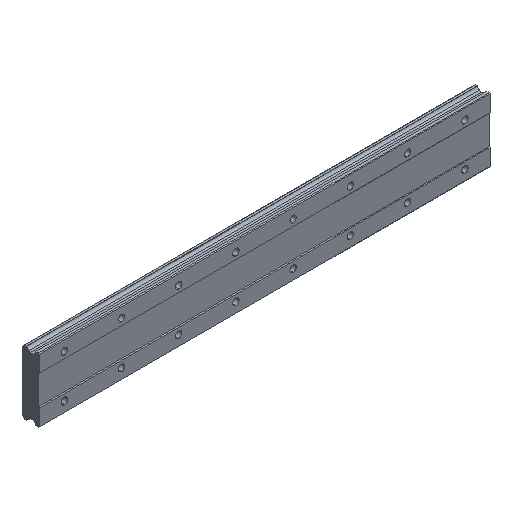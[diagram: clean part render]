
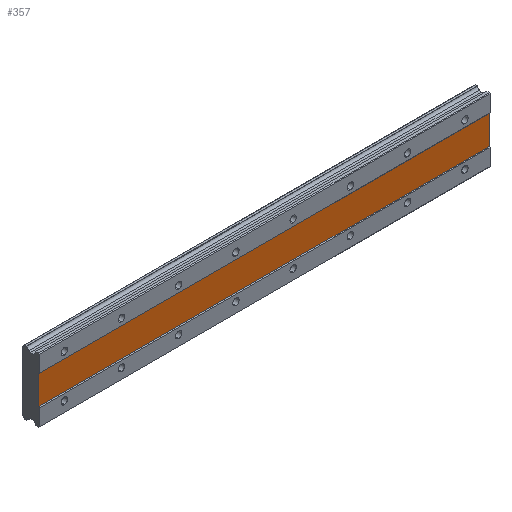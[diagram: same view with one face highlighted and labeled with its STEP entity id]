
A CAD part, isometric view. The second image highlights one B-rep face of the part: STEP entity #357.
In plain terms, the highlighted planar face has unit normal (0, -1, 0).
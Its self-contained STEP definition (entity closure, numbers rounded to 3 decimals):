
#160 = VERTEX_POINT ( 'NONE', #439 ) ;
#194 = VECTOR ( 'NONE', #1034, 1000. ) ;
#265 = DIRECTION ( 'NONE',  ( -1., 0., 0. ) ) ;
#341 = DIRECTION ( 'NONE',  ( 0., 1., 0. ) ) ;
#357 = ADVANCED_FACE ( 'NONE', ( #881 ), #3111, .F. ) ;
#367 = CARTESIAN_POINT ( 'NONE',  ( -35., 1., 20. ) ) ;
#439 = CARTESIAN_POINT ( 'NONE',  ( 595., 1., 20. ) ) ;
#495 = CARTESIAN_POINT ( 'NONE',  ( 595., 1., 20. ) ) ;
#729 = LINE ( 'NONE', #2685, #1091 ) ;
#796 = LINE ( 'NONE', #2763, #2606 ) ;
#881 = FACE_OUTER_BOUND ( 'NONE', #2409, .T. ) ;
#1034 = DIRECTION ( 'NONE',  ( 1., 0., 0. ) ) ;
#1091 = VECTOR ( 'NONE', #2962, 1000. ) ;
#1405 = EDGE_CURVE ( 'NONE', #3249, #1730, #796, .T. ) ;
#1595 = ORIENTED_EDGE ( 'NONE', *, *, #2672, .F. ) ;
#1730 = VERTEX_POINT ( 'NONE', #2102 ) ;
#1758 = CARTESIAN_POINT ( 'NONE',  ( 595., 1., 20. ) ) ;
#1872 = ORIENTED_EDGE ( 'NONE', *, *, #1405, .F. ) ;
#2102 = CARTESIAN_POINT ( 'NONE',  ( -35., 1., -20. ) ) ;
#2103 = EDGE_CURVE ( 'NONE', #2615, #160, #2516, .T. ) ;
#2409 = EDGE_LOOP ( 'NONE', ( #1872, #2645, #3103, #1595 ) ) ;
#2516 = LINE ( 'NONE', #495, #194 ) ;
#2606 = VECTOR ( 'NONE', #265, 1000. ) ;
#2615 = VERTEX_POINT ( 'NONE', #367 ) ;
#2617 = CARTESIAN_POINT ( 'NONE',  ( 595., 1., -20. ) ) ;
#2645 = ORIENTED_EDGE ( 'NONE', *, *, #3353, .F. ) ;
#2672 = EDGE_CURVE ( 'NONE', #1730, #2615, #729, .T. ) ;
#2685 = CARTESIAN_POINT ( 'NONE',  ( -35., 1., 20. ) ) ;
#2763 = CARTESIAN_POINT ( 'NONE',  ( 595., 1., -20. ) ) ;
#2839 = DIRECTION ( 'NONE',  ( 0., 0., 1. ) ) ;
#2920 = VECTOR ( 'NONE', #3532, 1000. ) ;
#2962 = DIRECTION ( 'NONE',  ( 0., 0., 1. ) ) ;
#2967 = CARTESIAN_POINT ( 'NONE',  ( 595., 1., 20. ) ) ;
#3103 = ORIENTED_EDGE ( 'NONE', *, *, #2103, .F. ) ;
#3111 = PLANE ( 'NONE',  #3472 ) ;
#3231 = LINE ( 'NONE', #2967, #2920 ) ;
#3249 = VERTEX_POINT ( 'NONE', #2617 ) ;
#3353 = EDGE_CURVE ( 'NONE', #160, #3249, #3231, .T. ) ;
#3472 = AXIS2_PLACEMENT_3D ( 'NONE', #1758, #341, #2839 ) ;
#3532 = DIRECTION ( 'NONE',  ( 0., 0., -1. ) ) ;
